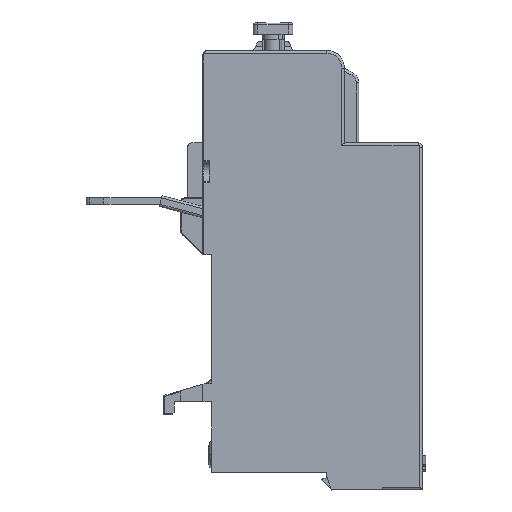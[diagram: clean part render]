
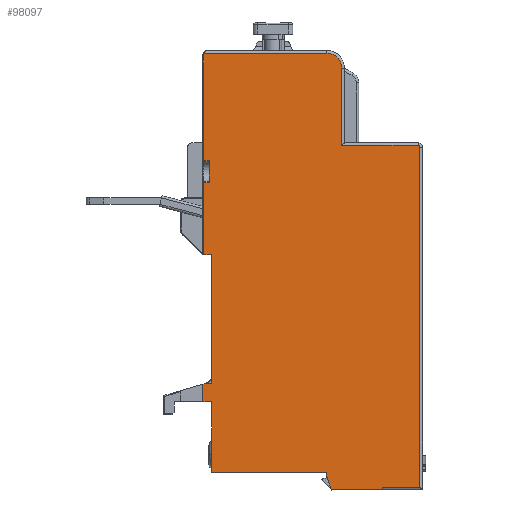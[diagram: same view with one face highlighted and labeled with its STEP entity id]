
A CAD part, left-side view. The second image highlights one B-rep face of the part: STEP entity #98097.
In plain terms, the highlighted planar face has unit normal (-1, 0, 0).
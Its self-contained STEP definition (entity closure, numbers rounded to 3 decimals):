
#83571=DIRECTION('',(0.,0.,-1.));
#83572=VECTOR('',#83571,29.238);
#83573=CARTESIAN_POINT('',(-50.04,36.615,103.5));
#83574=LINE('',#83573,#83572);
#84187=CARTESIAN_POINT('',(-50.04,10.415,146.));
#84188=DIRECTION('',(1.,0.,0.));
#84189=DIRECTION('',(0.,0.,1.));
#84190=AXIS2_PLACEMENT_3D('',#84187,#84188,#84189);
#84195=CARTESIAN_POINT('',(-50.04,-10.385,128.));
#84196=DIRECTION('',(1.,0.,0.));
#84197=DIRECTION('',(0.,0.,1.));
#84198=AXIS2_PLACEMENT_3D('',#84195,#84196,#84197);
#84203=DIRECTION('',(0.,0.,-1.));
#84204=VECTOR('',#84203,0.4);
#84205=CARTESIAN_POINT('',(-50.04,-2.285,50.6));
#84206=LINE('',#84205,#84204);
#84210=DIRECTION('',(0.,1.,0.));
#84211=VECTOR('',#84210,11.7);
#84212=CARTESIAN_POINT('',(-50.04,-2.285,50.2));
#84213=LINE('',#84212,#84211);
#84217=DIRECTION('',(0.,0.336,0.942));
#84218=VECTOR('',#84217,2.973);
#84219=CARTESIAN_POINT('',(-50.04,9.415,50.2));
#84220=LINE('',#84219,#84218);
#84224=DIRECTION('',(0.,0.,1.));
#84225=VECTOR('',#84224,1.);
#84226=CARTESIAN_POINT('',(-50.04,10.415,53.));
#84227=LINE('',#84226,#84225);
#84231=CARTESIAN_POINT('',(-50.04,36.415,54.2));
#84232=DIRECTION('',(1.,0.,0.));
#84233=DIRECTION('',(0.,0.,-1.));
#84234=AXIS2_PLACEMENT_3D('',#84231,#84232,#84233);
#84239=DIRECTION('',(0.,0.,1.));
#84240=VECTOR('',#84239,15.9);
#84241=CARTESIAN_POINT('',(-50.04,36.615,54.2));
#84242=LINE('',#84241,#84240);
#84246=DIRECTION('',(0.,1.,0.));
#84247=VECTOR('',#84246,2.);
#84248=CARTESIAN_POINT('',(-50.04,36.615,70.1));
#84249=LINE('',#84248,#84247);
#84253=DIRECTION('',(0.,0.,1.));
#84254=VECTOR('',#84253,3.996);
#84255=CARTESIAN_POINT('',(-50.04,38.615,70.1));
#84256=LINE('',#84255,#84254);
#84260=DIRECTION('',(0.,-0.959,0.282));
#84261=VECTOR('',#84260,0.588);
#84262=CARTESIAN_POINT('',(-50.04,38.615,
74.096));
#84263=LINE('',#84262,#84261);
#84267=DIRECTION('',(0.,-1.,0.));
#84268=VECTOR('',#84267,1.436);
#84269=CARTESIAN_POINT('',(-50.04,38.051,
74.262));
#84270=LINE('',#84269,#84268);
#84274=DIRECTION('',(0.,1.,0.));
#84275=VECTOR('',#84274,1.8);
#84276=CARTESIAN_POINT('',(-50.04,36.615,103.5));
#84277=LINE('',#84276,#84275);
#84281=CARTESIAN_POINT('',(-50.04,37.615,149.));
#84282=DIRECTION('',(1.,0.,0.));
#84283=DIRECTION('',(0.,1.,0.));
#84284=AXIS2_PLACEMENT_3D('',#84281,#84282,#84283);
#84313=DIRECTION('',(0.,1.,0.));
#84314=VECTOR('',#84313,27.893);
#84315=CARTESIAN_POINT('',(-50.04,10.415,
149.4));
#84316=LINE('',#84315,#84314);
#84370=DIRECTION('',(0.,0.,-1.));
#84371=VECTOR('',#84370,24.05);
#84372=CARTESIAN_POINT('',(-50.04,38.415,149.));
#84373=LINE('',#84372,#84371);
#85073=DIRECTION('',(0.,1.,0.));
#85074=VECTOR('',#85073,17.4);
#85075=CARTESIAN_POINT('',(-50.04,-10.385,128.4));
#85076=LINE('',#85075,#85074);
#86771=DIRECTION('',(0.,0.,1.));
#86772=VECTOR('',#86771,17.6);
#86773=CARTESIAN_POINT('',(-50.04,7.015,128.4));
#86774=LINE('',#86773,#86772);
#87059=DIRECTION('',(0.,0.,1.));
#87060=VECTOR('',#87059,77.4);
#87061=CARTESIAN_POINT('',(-50.04,-10.785,50.6));
#87062=LINE('',#87061,#87060);
#87443=DIRECTION('',(0.,-1.,0.));
#87444=VECTOR('',#87443,26.);
#87445=CARTESIAN_POINT('',(-50.04,36.415,54.));
#87446=LINE('',#87445,#87444);
#89702=DIRECTION('',(0.,-1.,0.));
#89703=VECTOR('',#89702,8.5);
#89704=CARTESIAN_POINT('',(-50.04,-2.285,50.6));
#89705=LINE('',#89704,#89703);
#93128=DIRECTION('',(0.,-1.,0.));
#93129=VECTOR('',#93128,1.3);
#93130=CARTESIAN_POINT('',(-50.04,38.415,124.95));
#93131=LINE('',#93130,#93129);
#93167=DIRECTION('',(0.,0.,-1.));
#93168=VECTOR('',#93167,4.9);
#93169=CARTESIAN_POINT('',(-50.04,37.115,124.95));
#93170=LINE('',#93169,#93168);
#93222=DIRECTION('',(0.,1.,0.));
#93223=VECTOR('',#93222,1.3);
#93224=CARTESIAN_POINT('',(-50.04,37.115,120.05));
#93225=LINE('',#93224,#93223);
#93350=DIRECTION('',(0.,0.,-1.));
#93351=VECTOR('',#93350,16.55);
#93352=CARTESIAN_POINT('',(-50.04,38.415,120.05));
#93353=LINE('',#93352,#93351);
#95115=CARTESIAN_POINT('',(-50.04,38.415,103.5));
#95116=VERTEX_POINT('',#95115);
#95117=CARTESIAN_POINT('',(-50.04,36.615,103.5));
#95118=VERTEX_POINT('',#95117);
#95165=CARTESIAN_POINT('',(-50.04,36.615,
74.262));
#95166=VERTEX_POINT('',#95165);
#95253=CARTESIAN_POINT('',(-50.04,10.415,149.4));
#95254=CARTESIAN_POINT('',(-50.04,7.015,146.));
#95255=VERTEX_POINT('',#95253);
#95256=VERTEX_POINT('',#95254);
#95257=CARTESIAN_POINT('',(-50.04,7.015,128.4));
#95258=VERTEX_POINT('',#95257);
#95259=CARTESIAN_POINT('',(-50.04,-10.385,128.4));
#95260=VERTEX_POINT('',#95259);
#95261=CARTESIAN_POINT('',(-50.04,-10.785,128.));
#95262=VERTEX_POINT('',#95261);
#95263=CARTESIAN_POINT('',(-50.04,-10.785,50.6));
#95264=VERTEX_POINT('',#95263);
#95265=CARTESIAN_POINT('',(-50.04,-2.285,50.6));
#95266=VERTEX_POINT('',#95265);
#95267=CARTESIAN_POINT('',(-50.04,-2.285,50.2));
#95268=VERTEX_POINT('',#95267);
#95269=CARTESIAN_POINT('',(-50.04,9.415,50.2));
#95270=VERTEX_POINT('',#95269);
#95271=CARTESIAN_POINT('',(-50.04,10.415,53.));
#95272=VERTEX_POINT('',#95271);
#95273=CARTESIAN_POINT('',(-50.04,10.415,54.));
#95274=VERTEX_POINT('',#95273);
#95275=CARTESIAN_POINT('',(-50.04,36.415,54.));
#95276=VERTEX_POINT('',#95275);
#95277=CARTESIAN_POINT('',(-50.04,36.615,54.2));
#95278=VERTEX_POINT('',#95277);
#95279=CARTESIAN_POINT('',(-50.04,36.615,70.1));
#95280=VERTEX_POINT('',#95279);
#95281=CARTESIAN_POINT('',(-50.04,38.615,70.1));
#95282=VERTEX_POINT('',#95281);
#95283=CARTESIAN_POINT('',(-50.04,38.615,
74.096));
#95284=VERTEX_POINT('',#95283);
#95285=CARTESIAN_POINT('',(-50.04,38.051,
74.262));
#95286=VERTEX_POINT('',#95285);
#95287=CARTESIAN_POINT('',(-50.04,38.415,120.05));
#95288=VERTEX_POINT('',#95287);
#95289=CARTESIAN_POINT('',(-50.04,37.115,120.05));
#95290=VERTEX_POINT('',#95289);
#95291=CARTESIAN_POINT('',(-50.04,37.115,124.95));
#95292=VERTEX_POINT('',#95291);
#95293=CARTESIAN_POINT('',(-50.04,38.415,124.95));
#95294=VERTEX_POINT('',#95293);
#95295=CARTESIAN_POINT('',(-50.04,38.415,149.));
#95296=VERTEX_POINT('',#95295);
#95297=CARTESIAN_POINT('',(-50.04,38.308,
149.4));
#95298=VERTEX_POINT('',#95297);
#98040=CARTESIAN_POINT('',(-50.04,0.,0.));
#98041=DIRECTION('',(1.,0.,0.));
#98042=DIRECTION('',(0.,1.,0.));
#98043=AXIS2_PLACEMENT_3D('',#98040,#98041,#98042);
#98044=PLANE('',#98043);
#98046=ORIENTED_EDGE('',*,*,#98045,.T.);
#98048=ORIENTED_EDGE('',*,*,#98047,.F.);
#98050=ORIENTED_EDGE('',*,*,#98049,.F.);
#98052=ORIENTED_EDGE('',*,*,#98051,.T.);
#98054=ORIENTED_EDGE('',*,*,#98053,.F.);
#98056=ORIENTED_EDGE('',*,*,#98055,.F.);
#98058=ORIENTED_EDGE('',*,*,#98057,.T.);
#98060=ORIENTED_EDGE('',*,*,#98059,.T.);
#98062=ORIENTED_EDGE('',*,*,#98061,.T.);
#98064=ORIENTED_EDGE('',*,*,#98063,.T.);
#98066=ORIENTED_EDGE('',*,*,#98065,.F.);
#98068=ORIENTED_EDGE('',*,*,#98067,.T.);
#98070=ORIENTED_EDGE('',*,*,#98069,.T.);
#98072=ORIENTED_EDGE('',*,*,#98071,.T.);
#98074=ORIENTED_EDGE('',*,*,#98073,.T.);
#98076=ORIENTED_EDGE('',*,*,#98075,.T.);
#98078=ORIENTED_EDGE('',*,*,#98077,.T.);
#98079=ORIENTED_EDGE('',*,*,#97267,.F.);
#98080=ORIENTED_EDGE('',*,*,#97187,.T.);
#98082=ORIENTED_EDGE('',*,*,#98081,.F.);
#98084=ORIENTED_EDGE('',*,*,#98083,.F.);
#98086=ORIENTED_EDGE('',*,*,#98085,.F.);
#98088=ORIENTED_EDGE('',*,*,#98087,.F.);
#98090=ORIENTED_EDGE('',*,*,#98089,.F.);
#98092=ORIENTED_EDGE('',*,*,#98091,.T.);
#98094=ORIENTED_EDGE('',*,*,#98093,.F.);
#98095=EDGE_LOOP('',(#98046,#98048,#98050,#98052,#98054,#98056,#98058,#98060,
#98062,#98064,#98066,#98068,#98070,#98072,#98074,#98076,#98078,#98079,#98080,
#98082,#98084,#98086,#98088,#98090,#98092,#98094));
#98096=FACE_OUTER_BOUND('',#98095,.F.);
#84191=CIRCLE('',#84190,3.4);
#84199=CIRCLE('',#84198,0.4);
#84235=CIRCLE('',#84234,0.2);
#84285=CIRCLE('',#84284,0.8);
#97187=EDGE_CURVE('',#95118,#95116,#84277,.T.);
#97267=EDGE_CURVE('',#95118,#95166,#83574,.T.);
#98045=EDGE_CURVE('',#95255,#95256,#84191,.T.);
#98047=EDGE_CURVE('',#95258,#95256,#86774,.T.);
#98049=EDGE_CURVE('',#95260,#95258,#85076,.T.);
#98051=EDGE_CURVE('',#95260,#95262,#84199,.T.);
#98053=EDGE_CURVE('',#95264,#95262,#87062,.T.);
#98055=EDGE_CURVE('',#95266,#95264,#89705,.T.);
#98057=EDGE_CURVE('',#95266,#95268,#84206,.T.);
#98059=EDGE_CURVE('',#95268,#95270,#84213,.T.);
#98061=EDGE_CURVE('',#95270,#95272,#84220,.T.);
#98063=EDGE_CURVE('',#95272,#95274,#84227,.T.);
#98065=EDGE_CURVE('',#95276,#95274,#87446,.T.);
#98067=EDGE_CURVE('',#95276,#95278,#84235,.T.);
#98069=EDGE_CURVE('',#95278,#95280,#84242,.T.);
#98071=EDGE_CURVE('',#95280,#95282,#84249,.T.);
#98073=EDGE_CURVE('',#95282,#95284,#84256,.T.);
#98075=EDGE_CURVE('',#95284,#95286,#84263,.T.);
#98077=EDGE_CURVE('',#95286,#95166,#84270,.T.);
#98081=EDGE_CURVE('',#95288,#95116,#93353,.T.);
#98083=EDGE_CURVE('',#95290,#95288,#93225,.T.);
#98085=EDGE_CURVE('',#95292,#95290,#93170,.T.);
#98087=EDGE_CURVE('',#95294,#95292,#93131,.T.);
#98089=EDGE_CURVE('',#95296,#95294,#84373,.T.);
#98091=EDGE_CURVE('',#95296,#95298,#84285,.T.);
#98093=EDGE_CURVE('',#95255,#95298,#84316,.T.);
#98097=ADVANCED_FACE('',(#98096),#98044,.F.);
